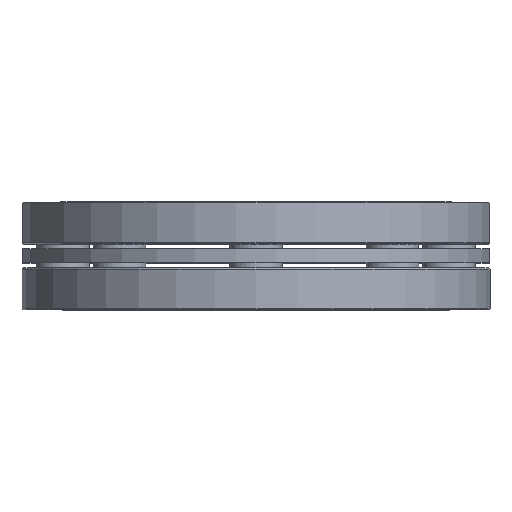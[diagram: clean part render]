
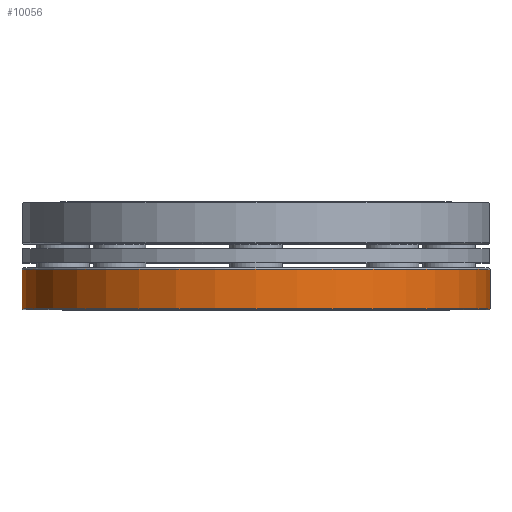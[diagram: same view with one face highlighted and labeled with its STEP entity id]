
A CAD part, top view. The second image highlights one B-rep face of the part: STEP entity #10056.
In plain terms, the highlighted cylindrical face has radius 142.5 mm (diameter 285 mm), a full revolution.
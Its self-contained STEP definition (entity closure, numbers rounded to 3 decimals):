
#584=CYLINDRICAL_SURFACE('',#10645,142.5);
#798=ORIENTED_EDGE('',*,*,#2266,.T.);
#799=ORIENTED_EDGE('',*,*,#2294,.T.);
#2266=EDGE_CURVE('',#3022,#3022,#3642,.F.);
#2294=EDGE_CURVE('',#3050,#3050,#3670,.F.);
#3022=VERTEX_POINT('',#14040);
#3050=VERTEX_POINT('',#14118);
#3642=CIRCLE('',#10596,142.5);
#3670=CIRCLE('',#10646,142.5);
#4250=EDGE_LOOP('',(#798));
#4251=EDGE_LOOP('',(#799));
#5250=FACE_BOUND('',#4250,.T.);
#5251=FACE_BOUND('',#4251,.T.);
#10056=ADVANCED_FACE('',(#5250,#5251),#584,.T.);
#10596=AXIS2_PLACEMENT_3D('',#14039,#11735,#11736);
#10645=AXIS2_PLACEMENT_3D('',#14116,#11833,#11834);
#10646=AXIS2_PLACEMENT_3D('',#14117,#11835,#11836);
#11735=DIRECTION('',(0.,-1.,0.));
#11736=DIRECTION('',(0.,0.,-1.));
#11833=DIRECTION('',(0.,1.,0.));
#11834=DIRECTION('',(0.,0.,1.));
#11835=DIRECTION('',(0.,1.,0.));
#11836=DIRECTION('',(0.,0.,1.));
#14039=CARTESIAN_POINT('',(0.,0.5,0.));
#14040=CARTESIAN_POINT('',(0.,0.5,-142.5));
#14116=CARTESIAN_POINT('',(0.,-2.244,0.));
#14117=CARTESIAN_POINT('',(0.,24.5,0.));
#14118=CARTESIAN_POINT('',(0.,24.5,142.5));
